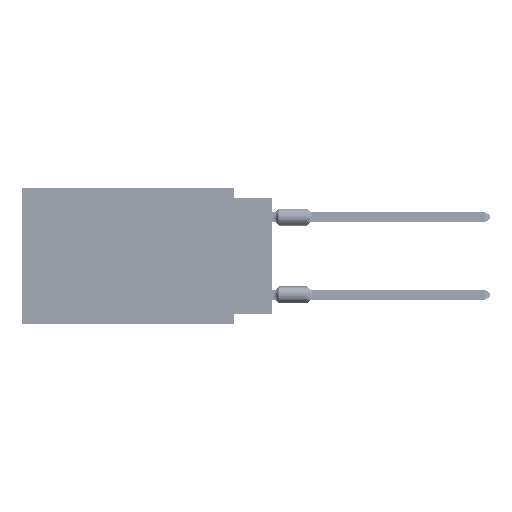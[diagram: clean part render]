
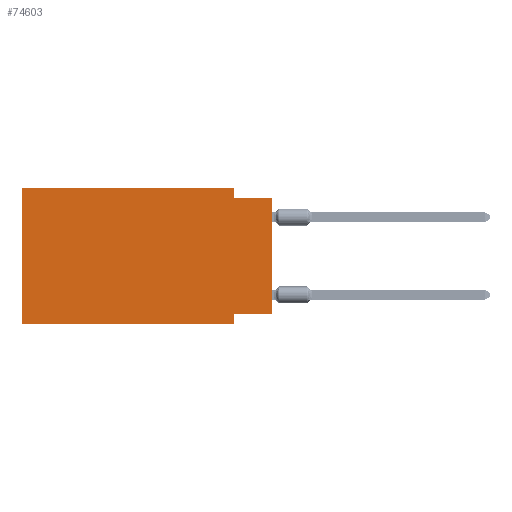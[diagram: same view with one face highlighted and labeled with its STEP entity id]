
A CAD part, left-side view. The second image highlights one B-rep face of the part: STEP entity #74603.
In plain terms, the highlighted planar face has unit normal (-1, 0, 0).
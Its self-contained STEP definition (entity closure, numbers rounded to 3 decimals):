
#1787 = VECTOR ( 'NONE', #34165, 1000. ) ;
#3384 = VECTOR ( 'NONE', #28233, 1000. ) ;
#3875 = EDGE_CURVE ( 'NONE', #44899, #7244, #60569, .T. ) ;
#4477 = CARTESIAN_POINT ( 'NONE',  ( 0., 16.383, 0. ) ) ;
#6334 = CARTESIAN_POINT ( 'NONE',  ( 0., 16.383, 0. ) ) ;
#7244 = VERTEX_POINT ( 'NONE', #71509 ) ;
#8212 = VECTOR ( 'NONE', #15320, 1000. ) ;
#8355 = CARTESIAN_POINT ( 'NONE',  ( 0., 0., 0. ) ) ;
#9486 = VERTEX_POINT ( 'NONE', #61023 ) ;
#9613 = CARTESIAN_POINT ( 'NONE',  ( 0., 0., -0.635 ) ) ;
#11105 = CARTESIAN_POINT ( 'NONE',  ( 0., 0., -8.255 ) ) ;
#11143 = LINE ( 'NONE', #34740, #59187 ) ;
#13310 = VECTOR ( 'NONE', #33141, 1000. ) ;
#14053 = EDGE_CURVE ( 'NONE', #19749, #74533, #41297, .T. ) ;
#14456 = VECTOR ( 'NONE', #29855, 1000. ) ;
#14800 = EDGE_CURVE ( 'NONE', #9486, #25391, #20946, .T. ) ;
#15320 = DIRECTION ( 'NONE',  ( 0., -1., 0. ) ) ;
#15937 = AXIS2_PLACEMENT_3D ( 'NONE', #17619, #45841, #74812 ) ;
#17619 = CARTESIAN_POINT ( 'NONE',  ( 0., 16.383, 0. ) ) ;
#17764 = LINE ( 'NONE', #6334, #1787 ) ;
#18956 = ORIENTED_EDGE ( 'NONE', *, *, #3875, .T. ) ;
#19232 = ORIENTED_EDGE ( 'NONE', *, *, #14053, .F. ) ;
#19749 = VERTEX_POINT ( 'NONE', #4477 ) ;
#20574 = CARTESIAN_POINT ( 'NONE',  ( 0., 16.383, -8.89 ) ) ;
#20946 = LINE ( 'NONE', #20574, #13310 ) ;
#22432 = VECTOR ( 'NONE', #42267, 1000. ) ;
#23144 = EDGE_CURVE ( 'NONE', #67106, #25391, #11143, .T. ) ;
#24008 = LINE ( 'NONE', #11105, #3384 ) ;
#25391 = VERTEX_POINT ( 'NONE', #50491 ) ;
#28233 = DIRECTION ( 'NONE',  ( 0., 1., 0. ) ) ;
#29855 = DIRECTION ( 'NONE',  ( 0., -1., 0. ) ) ;
#33141 = DIRECTION ( 'NONE',  ( 0., -1., 0. ) ) ;
#33271 = CARTESIAN_POINT ( 'NONE',  ( 0., 2.54, 0. ) ) ;
#34165 = DIRECTION ( 'NONE',  ( 0., 0., 1. ) ) ;
#34740 = CARTESIAN_POINT ( 'NONE',  ( 0., 2.54, -8.89 ) ) ;
#35265 = CARTESIAN_POINT ( 'NONE',  ( 0., 2.54, -8.255 ) ) ;
#35740 = CARTESIAN_POINT ( 'NONE',  ( 0., 2.54, -0.635 ) ) ;
#36541 = ORIENTED_EDGE ( 'NONE', *, *, #39259, .F. ) ;
#38761 = DIRECTION ( 'NONE',  ( 0., 0., -1. ) ) ;
#39259 = EDGE_CURVE ( 'NONE', #74533, #62824, #50215, .T. ) ;
#40606 = ORIENTED_EDGE ( 'NONE', *, *, #67382, .F. ) ;
#40929 = ORIENTED_EDGE ( 'NONE', *, *, #42793, .F. ) ;
#41242 = PLANE ( 'NONE',  #15937 ) ;
#41297 = LINE ( 'NONE', #70280, #14456 ) ;
#42267 = DIRECTION ( 'NONE',  ( 0., 0., 1. ) ) ;
#42793 = EDGE_CURVE ( 'NONE', #9486, #19749, #17764, .T. ) ;
#42931 = ORIENTED_EDGE ( 'NONE', *, *, #23144, .F. ) ;
#44601 = EDGE_CURVE ( 'NONE', #62824, #7244, #45793, .T. ) ;
#44899 = VERTEX_POINT ( 'NONE', #48041 ) ;
#45793 = LINE ( 'NONE', #9613, #8212 ) ;
#45841 = DIRECTION ( 'NONE',  ( 1., 0., 0. ) ) ;
#47340 = FACE_OUTER_BOUND ( 'NONE', #52375, .T. ) ;
#48041 = CARTESIAN_POINT ( 'NONE',  ( 0., 0., -8.255 ) ) ;
#50215 = LINE ( 'NONE', #73461, #51698 ) ;
#50333 = ORIENTED_EDGE ( 'NONE', *, *, #44601, .F. ) ;
#50491 = CARTESIAN_POINT ( 'NONE',  ( 0., 2.54, -8.89 ) ) ;
#51698 = VECTOR ( 'NONE', #38761, 1000. ) ;
#52375 = EDGE_LOOP ( 'NONE', ( #18956, #50333, #36541, #19232, #40929, #69411, #42931, #40606 ) ) ;
#59134 = DIRECTION ( 'NONE',  ( 0., 0., -1. ) ) ;
#59187 = VECTOR ( 'NONE', #59134, 1000. ) ;
#60569 = LINE ( 'NONE', #8355, #22432 ) ;
#61023 = CARTESIAN_POINT ( 'NONE',  ( 0., 16.383, -8.89 ) ) ;
#62824 = VERTEX_POINT ( 'NONE', #35740 ) ;
#67106 = VERTEX_POINT ( 'NONE', #35265 ) ;
#67382 = EDGE_CURVE ( 'NONE', #44899, #67106, #24008, .T. ) ;
#69411 = ORIENTED_EDGE ( 'NONE', *, *, #14800, .T. ) ;
#70280 = CARTESIAN_POINT ( 'NONE',  ( 0., 16.383, 0. ) ) ;
#71509 = CARTESIAN_POINT ( 'NONE',  ( 0., 0., -0.635 ) ) ;
#73461 = CARTESIAN_POINT ( 'NONE',  ( 0., 2.54, 0. ) ) ;
#74533 = VERTEX_POINT ( 'NONE', #33271 ) ;
#74603 = ADVANCED_FACE ( 'NONE', ( #47340 ), #41242, .F. ) ;
#74812 = DIRECTION ( 'NONE',  ( 0., 0., -1. ) ) ;
